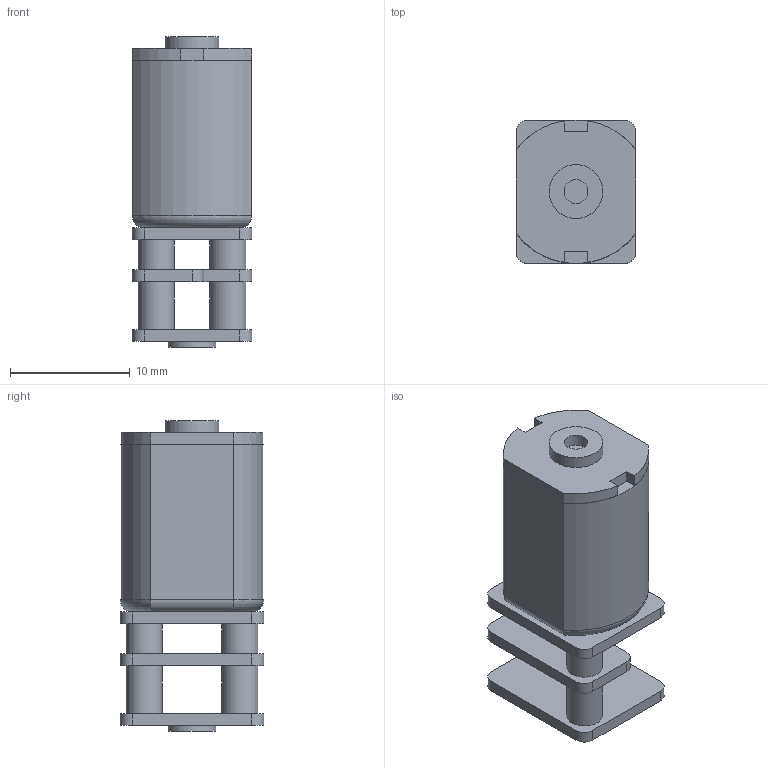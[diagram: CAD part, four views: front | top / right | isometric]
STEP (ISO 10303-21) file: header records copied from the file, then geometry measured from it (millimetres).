
FILE_DESCRIPTION(/* description */ (''),/* implementation_level */ '2;1');
FILE_NAME(/* name */ 'GA12-N20微型减速直流电机主机.stp',/* time_stamp */ '2022-05-28T14:23:10+08:00',/* author */ ('zhcne'),/* organization */ (''),/* preprocessor_version */ 'ST-DEVELOPER v18.1',/* originating_system */ 'Autodesk Inventor 2022',/* authorisation */ '');
FILE_SCHEMA (('AUTOMOTIVE_DESIGN { 1 0 10303 214 3 1 1 }'));
Length unit declared in the file: millimetre
Products named in the file (1): GA12-N20微型减速直流电机3V_15RP
M
Bounding box: 10 x 12 x 26 mm (x, y, z)
Volume: 2011.2 mm3; surface area: 1863.2 mm2
Topology: 3 solids, 3 shells, 69 faces, 161 edges, 106 vertices
Faces by surface type: plane 38, cylinder 29, torus 2
Full cylindrical faces by diameter (mm): 2 x1, 3 x5, 4 x1, 4.5 x1
Entity records: 2162 total; most frequent: CARTESIAN_POINT 389, DIRECTION 353, ORIENTED_EDGE 322, EDGE_CURVE 161, AXIS2_PLACEMENT_3D 126, VERTEX_POINT 106, LINE 101, VECTOR 101
